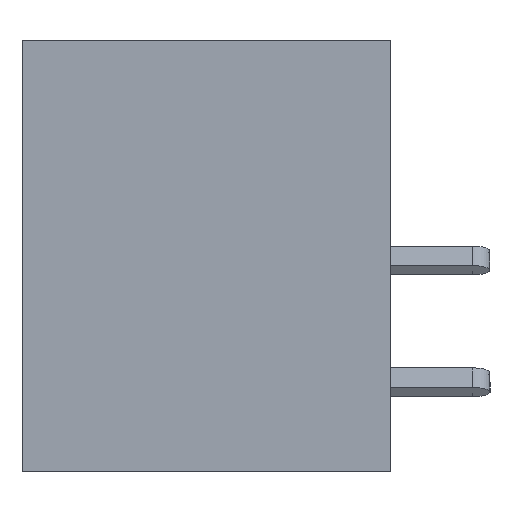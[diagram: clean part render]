
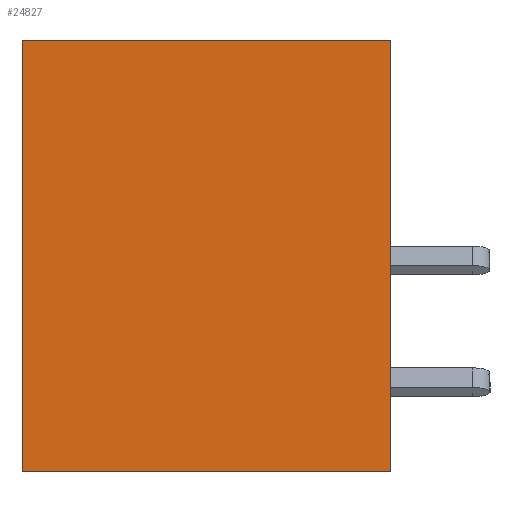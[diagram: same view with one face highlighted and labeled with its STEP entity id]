
A CAD part, left-side view. The second image highlights one B-rep face of the part: STEP entity #24827.
In plain terms, the highlighted planar face has unit normal (-1, 0, 0).
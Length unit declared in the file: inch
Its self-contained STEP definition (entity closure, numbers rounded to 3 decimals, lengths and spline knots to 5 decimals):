
#126 = LINE ( 'NONE', #28777, #26471 ) ;
#1409 = CARTESIAN_POINT ( 'NONE',  ( 0., 0., -0.531 ) ) ;
#2509 = CARTESIAN_POINT ( 'NONE',  ( 0., 0.453, 0. ) ) ;
#2874 = LINE ( 'NONE', #7032, #16380 ) ;
#4668 = LINE ( 'NONE', #6667, #6764 ) ;
#6637 = DIRECTION ( 'NONE',  ( 0., 0., 1. ) ) ;
#6667 = CARTESIAN_POINT ( 'NONE',  ( 0., 0.453, -0.531 ) ) ;
#6764 = VECTOR ( 'NONE', #24519, 39.37008 ) ;
#6877 = ORIENTED_EDGE ( 'NONE', *, *, #18902, .F. ) ;
#7032 = CARTESIAN_POINT ( 'NONE',  ( 0., 0.453, 0. ) ) ;
#8944 = VERTEX_POINT ( 'NONE', #1409 ) ;
#8959 = ORIENTED_EDGE ( 'NONE', *, *, #22687, .F. ) ;
#8993 = VERTEX_POINT ( 'NONE', #19276 ) ;
#9194 = PLANE ( 'NONE',  #14617 ) ;
#10579 = CARTESIAN_POINT ( 'NONE',  ( 0., 0.453, 0. ) ) ;
#11922 = LINE ( 'NONE', #10579, #21619 ) ;
#12204 = ORIENTED_EDGE ( 'NONE', *, *, #26484, .T. ) ;
#12435 = DIRECTION ( 'NONE',  ( 0., 0., 1. ) ) ;
#13850 = VERTEX_POINT ( 'NONE', #27100 ) ;
#14617 = AXIS2_PLACEMENT_3D ( 'NONE', #22349, #18074, #15845 ) ;
#15210 = FACE_OUTER_BOUND ( 'NONE', #16846, .T. ) ;
#15845 = DIRECTION ( 'NONE',  ( 0., 0., -1. ) ) ;
#16163 = ORIENTED_EDGE ( 'NONE', *, *, #17874, .T. ) ;
#16380 = VECTOR ( 'NONE', #18274, 39.37008 ) ;
#16715 = VERTEX_POINT ( 'NONE', #2509 ) ;
#16846 = EDGE_LOOP ( 'NONE', ( #12204, #8959, #6877, #16163 ) ) ;
#17874 = EDGE_CURVE ( 'NONE', #13850, #8944, #4668, .T. ) ;
#18074 = DIRECTION ( 'NONE',  ( 1., 0., 0. ) ) ;
#18274 = DIRECTION ( 'NONE',  ( 0., -1., 0. ) ) ;
#18902 = EDGE_CURVE ( 'NONE', #13850, #16715, #11922, .T. ) ;
#19276 = CARTESIAN_POINT ( 'NONE',  ( 0., 0., 0. ) ) ;
#21619 = VECTOR ( 'NONE', #12435, 39.37008 ) ;
#22349 = CARTESIAN_POINT ( 'NONE',  ( 0., 0.453, 0. ) ) ;
#22687 = EDGE_CURVE ( 'NONE', #16715, #8993, #2874, .T. ) ;
#24519 = DIRECTION ( 'NONE',  ( 0., -1., 0. ) ) ;
#24827 = ADVANCED_FACE ( 'NONE', ( #15210 ), #9194, .F. ) ;
#26471 = VECTOR ( 'NONE', #6637, 39.37008 ) ;
#26484 = EDGE_CURVE ( 'NONE', #8944, #8993, #126, .T. ) ;
#27100 = CARTESIAN_POINT ( 'NONE',  ( 0., 0.453, -0.531 ) ) ;
#28777 = CARTESIAN_POINT ( 'NONE',  ( 0., 0., 0. ) ) ;
